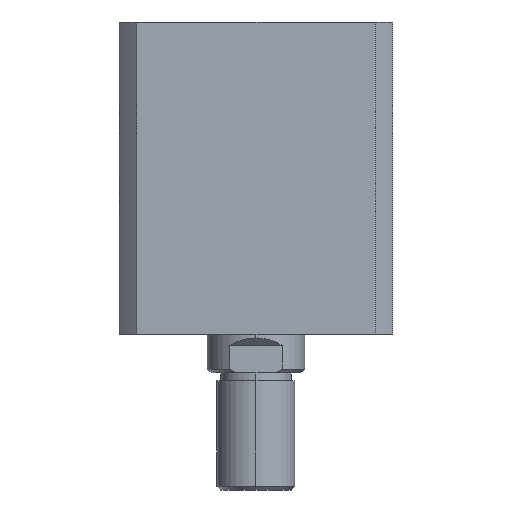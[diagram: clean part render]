
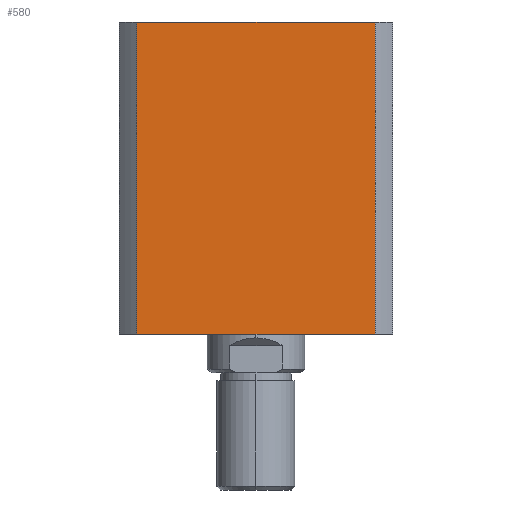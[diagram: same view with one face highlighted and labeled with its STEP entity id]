
A CAD part, left-side view. The second image highlights one B-rep face of the part: STEP entity #580.
In plain terms, the highlighted planar face has unit normal (-1, 0, 0).
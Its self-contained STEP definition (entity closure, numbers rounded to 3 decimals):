
#13 = EDGE_LOOP ( 'NONE', ( #3386, #3387, #3388, #3389 ) ) ;
#264 = EDGE_CURVE ( 'NONE', #2529, #2535, #2994, .T. ) ;
#266 = EDGE_CURVE ( 'NONE', #2535, #2541, #2997, .T. ) ;
#267 = EDGE_CURVE ( 'NONE', #2558, #2541, #2998, .T. ) ;
#268 = EDGE_CURVE ( 'NONE', #2529, #2558, #2995, .T. ) ;
#580 = ADVANCED_FACE ( 'NONE', ( #674 ), #1866, .F. ) ;
#674 = FACE_OUTER_BOUND ( 'NONE', #13, .T. ) ;
#1637 = DIRECTION ( 'NONE',  ( 0., 0., -1. ) ) ;
#1643 = CARTESIAN_POINT ( 'NONE',  ( -35., 30.615, 80. ) ) ;
#1646 = DIRECTION ( 'NONE',  ( 0., -1., 0. ) ) ;
#1650 = CARTESIAN_POINT ( 'NONE',  ( -35., 0., 0. ) ) ;
#1652 = CARTESIAN_POINT ( 'NONE',  ( -35., 0., 80. ) ) ;
#1656 = CARTESIAN_POINT ( 'NONE',  ( -35., -30.615, 80. ) ) ;
#1658 = DIRECTION ( 'NONE',  ( 0., 0., -1. ) ) ;
#1659 = DIRECTION ( 'NONE',  ( 0., -1., 0. ) ) ;
#1861 = CARTESIAN_POINT ( 'NONE',  ( -35., 0., 80. ) ) ;
#1866 = PLANE ( 'NONE',  #3666 ) ;
#1869 = DIRECTION ( 'NONE',  ( 1., 0., 0. ) ) ;
#1870 = DIRECTION ( 'NONE',  ( 0., 0., -1. ) ) ;
#1941 = CARTESIAN_POINT ( 'NONE',  ( -35., 30.615, 80. ) ) ;
#1947 = CARTESIAN_POINT ( 'NONE',  ( -35., 30.615, 0. ) ) ;
#1953 = CARTESIAN_POINT ( 'NONE',  ( -35., -30.615, 0. ) ) ;
#1970 = CARTESIAN_POINT ( 'NONE',  ( -35., -30.615, 80. ) ) ;
#2529 = VERTEX_POINT ( 'NONE', #1941 ) ;
#2535 = VERTEX_POINT ( 'NONE', #1947 ) ;
#2541 = VERTEX_POINT ( 'NONE', #1953 ) ;
#2558 = VERTEX_POINT ( 'NONE', #1970 ) ;
#2994 = LINE ( 'NONE', #1643, #2996 ) ;
#2995 = LINE ( 'NONE', #1652, #3003 ) ;
#2996 = VECTOR ( 'NONE', #1637, 1000. ) ;
#2997 = LINE ( 'NONE', #1650, #2999 ) ;
#2998 = LINE ( 'NONE', #1656, #3001 ) ;
#2999 = VECTOR ( 'NONE', #1646, 1000. ) ;
#3001 = VECTOR ( 'NONE', #1658, 1000. ) ;
#3003 = VECTOR ( 'NONE', #1659, 1000. ) ;
#3386 = ORIENTED_EDGE ( 'NONE', *, *, #266, .T. ) ;
#3387 = ORIENTED_EDGE ( 'NONE', *, *, #267, .F. ) ;
#3388 = ORIENTED_EDGE ( 'NONE', *, *, #268, .F. ) ;
#3389 = ORIENTED_EDGE ( 'NONE', *, *, #264, .T. ) ;
#3666 = AXIS2_PLACEMENT_3D ( 'NONE', #1861, #1869, #1870 ) ;
